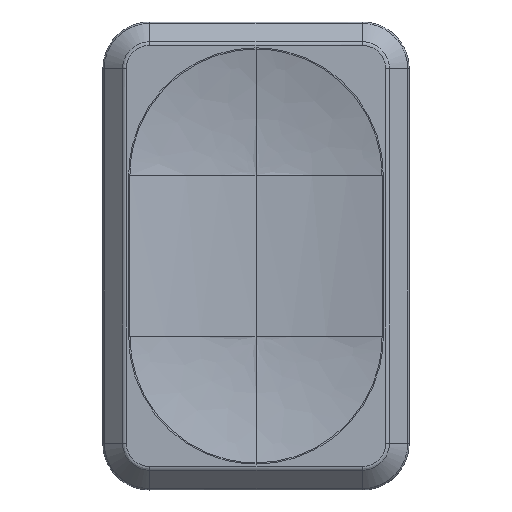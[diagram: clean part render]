
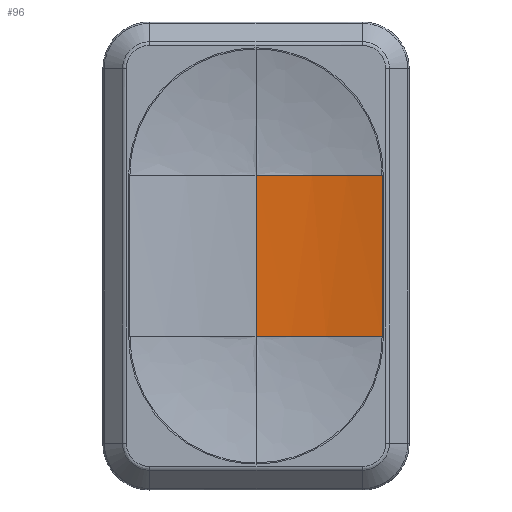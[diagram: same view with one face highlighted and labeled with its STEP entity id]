
A CAD part, top view. The second image highlights one B-rep face of the part: STEP entity #96.
In plain terms, the highlighted free-form (B-spline) face has degree [1, 2] with [2, 3] control points.
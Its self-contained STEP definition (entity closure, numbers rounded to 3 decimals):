
#96=ADVANCED_FACE('',(#191),#1336,.T.);
#191=FACE_OUTER_BOUND('',#287,.T.);
#287=EDGE_LOOP('',(#626,#627,#628,#629));
#626=ORIENTED_EDGE('',*,*,#894,.T.);
#627=ORIENTED_EDGE('',*,*,#876,.F.);
#628=ORIENTED_EDGE('',*,*,#895,.T.);
#629=ORIENTED_EDGE('',*,*,#885,.F.);
#876=EDGE_CURVE('',#1250,#1253,#1001,.T.);
#885=EDGE_CURVE('',#1259,#1257,#1010,.T.);
#894=EDGE_CURVE('',#1259,#1253,#1019,.T.);
#895=EDGE_CURVE('',#1250,#1257,#1020,.T.);
#1001=(
BOUNDED_CURVE()
B_SPLINE_CURVE(2,(#2442,#2443,#2444),.UNSPECIFIED.,.F.,.F.)
B_SPLINE_CURVE_WITH_KNOTS((3,3),(-7.517,-0.092),
 .UNSPECIFIED.)
CURVE()
GEOMETRIC_REPRESENTATION_ITEM()
RATIONAL_B_SPLINE_CURVE((1.,1.,1.))
REPRESENTATION_ITEM('')
);
#1010=(
BOUNDED_CURVE()
B_SPLINE_CURVE(2,(#2469,#2470,#2471),.UNSPECIFIED.,.F.,.F.)
B_SPLINE_CURVE_WITH_KNOTS((3,3),(0.092,7.517),
 .UNSPECIFIED.)
CURVE()
GEOMETRIC_REPRESENTATION_ITEM()
RATIONAL_B_SPLINE_CURVE((1.,1.,1.))
REPRESENTATION_ITEM('')
);
#1019=(
BOUNDED_CURVE()
B_SPLINE_CURVE(1,(#2496,#2497),.UNSPECIFIED.,.F.,.F.)
B_SPLINE_CURVE_WITH_KNOTS((2,2),(0.,1.),.UNSPECIFIED.)
CURVE()
GEOMETRIC_REPRESENTATION_ITEM()
RATIONAL_B_SPLINE_CURVE((1.,1.))
REPRESENTATION_ITEM('')
);
#1020=(
BOUNDED_CURVE()
B_SPLINE_CURVE(1,(#2498,#2499),.UNSPECIFIED.,.F.,.F.)
B_SPLINE_CURVE_WITH_KNOTS((2,2),(-1.,0.),.UNSPECIFIED.)
CURVE()
GEOMETRIC_REPRESENTATION_ITEM()
RATIONAL_B_SPLINE_CURVE((1.,1.))
REPRESENTATION_ITEM('')
);
#1250=VERTEX_POINT('',#1988);
#1253=VERTEX_POINT('',#1991);
#1257=VERTEX_POINT('',#1995);
#1259=VERTEX_POINT('',#1997);
#1336=(
BOUNDED_SURFACE()
B_SPLINE_SURFACE(1,2,((#1814,#1815,#1816),(#1817,#1818,#1819)),
 .UNSPECIFIED.,.F.,.F.,.F.)
B_SPLINE_SURFACE_WITH_KNOTS((2,2),(3,3),(0.,1.),(0.092,7.517),
 .UNSPECIFIED.)
GEOMETRIC_REPRESENTATION_ITEM()
RATIONAL_B_SPLINE_SURFACE(((1.,1.,1.),(1.,1.,1.)))
REPRESENTATION_ITEM('')
SURFACE()
);
#1814=CARTESIAN_POINT('',(-42.352,35.353,9.23));
#1815=CARTESIAN_POINT('',(-46.056,35.353,8.338));
#1816=CARTESIAN_POINT('',(-49.76,35.353,8.338));
#1817=CARTESIAN_POINT('',(-42.352,44.853,9.23));
#1818=CARTESIAN_POINT('',(-46.056,44.853,8.338));
#1819=CARTESIAN_POINT('',(-49.76,44.853,8.338));
#1988=CARTESIAN_POINT('',(-49.76,44.853,8.338));
#1991=CARTESIAN_POINT('',(-42.352,44.853,9.23));
#1995=CARTESIAN_POINT('',(-49.76,35.353,8.338));
#1997=CARTESIAN_POINT('',(-42.352,35.353,9.23));
#2442=CARTESIAN_POINT('',(-49.76,44.853,8.338));
#2443=CARTESIAN_POINT('',(-46.056,44.853,8.338));
#2444=CARTESIAN_POINT('',(-42.352,44.853,9.23));
#2469=CARTESIAN_POINT('',(-42.352,35.353,9.23));
#2470=CARTESIAN_POINT('',(-46.056,35.353,8.338));
#2471=CARTESIAN_POINT('',(-49.76,35.353,8.338));
#2496=CARTESIAN_POINT('',(-42.352,35.353,9.23));
#2497=CARTESIAN_POINT('',(-42.352,44.853,9.23));
#2498=CARTESIAN_POINT('',(-49.76,44.853,8.338));
#2499=CARTESIAN_POINT('',(-49.76,35.353,8.338));
